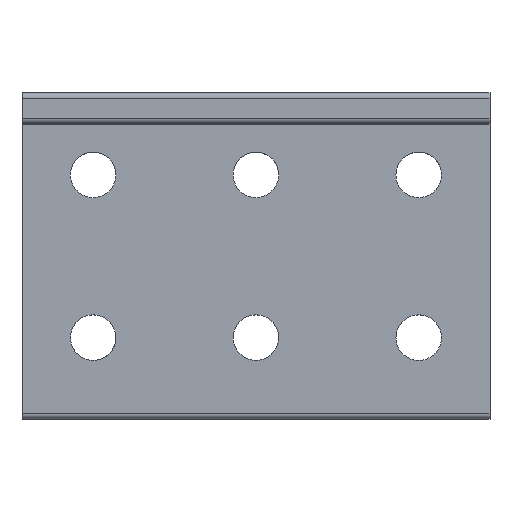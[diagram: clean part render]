
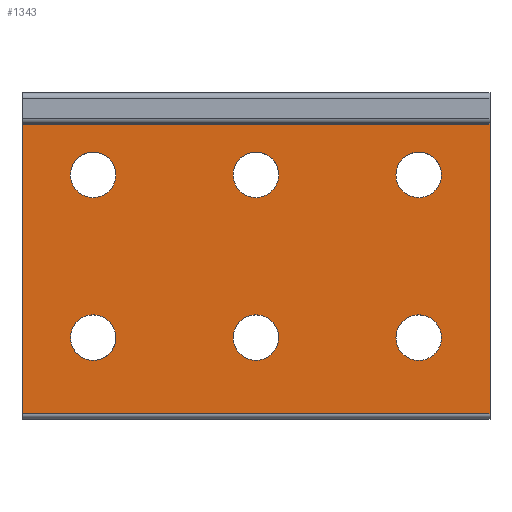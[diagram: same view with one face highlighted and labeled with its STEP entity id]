
A CAD part, top view. The second image highlights one B-rep face of the part: STEP entity #1343.
In plain terms, the highlighted planar face has unit normal (0, 0, 1).
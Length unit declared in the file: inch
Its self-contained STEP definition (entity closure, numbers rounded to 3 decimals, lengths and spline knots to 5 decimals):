
#180=CARTESIAN_POINT('',(0.1395,-1.5,0.188));
#181=VERTEX_POINT('',#180);
#197=CARTESIAN_POINT('',(-0.1405,-1.5,0.188));
#198=VERTEX_POINT('',#197);
#205=CARTESIAN_POINT('',(0.10325,-1.594,0.188));
#206=VERTEX_POINT('',#205);
#207=CARTESIAN_POINT('',(-0.0005,-1.5,0.188));
#208=DIRECTION('',(0.0,0.0,-1.0));
#209=DIRECTION('',(1.0,0.0,0.0));
#210=AXIS2_PLACEMENT_3D('',#207,#208,#209);
#211=CIRCLE('',#210,0.14);
#212=EDGE_CURVE('',#206,#198,#211,.T.);
#214=CARTESIAN_POINT('',(-0.0005,-1.5,0.188));
#215=DIRECTION('',(0.0,0.0,-1.0));
#216=DIRECTION('',(1.0,0.0,0.0));
#217=AXIS2_PLACEMENT_3D('',#214,#215,#216);
#218=CIRCLE('',#217,0.14);
#219=EDGE_CURVE('',#181,#206,#218,.T.);
#231=CARTESIAN_POINT('',(0.1395,-0.5,0.188));
#232=VERTEX_POINT('',#231);
#248=CARTESIAN_POINT('',(-0.1405,-0.5,0.188));
#249=VERTEX_POINT('',#248);
#256=CARTESIAN_POINT('',(-0.0005,-0.5,0.188));
#257=DIRECTION('',(0.0,0.0,-1.0));
#258=DIRECTION('',(1.0,0.0,0.0));
#259=AXIS2_PLACEMENT_3D('',#256,#257,#258);
#260=CIRCLE('',#259,0.14);
#261=EDGE_CURVE('',#232,#249,#260,.T.);
#273=CARTESIAN_POINT('',(-0.8605,-1.5,0.188));
#274=VERTEX_POINT('',#273);
#290=CARTESIAN_POINT('',(-1.1405,-1.5,0.188));
#291=VERTEX_POINT('',#290);
#298=CARTESIAN_POINT('',(-0.89675,-1.594,0.188));
#299=VERTEX_POINT('',#298);
#300=CARTESIAN_POINT('',(-1.0005,-1.5,0.188));
#301=DIRECTION('',(0.0,0.0,-1.0));
#302=DIRECTION('',(1.0,0.0,0.0));
#303=AXIS2_PLACEMENT_3D('',#300,#301,#302);
#304=CIRCLE('',#303,0.14);
#305=EDGE_CURVE('',#299,#291,#304,.T.);
#307=CARTESIAN_POINT('',(-1.0005,-1.5,0.188));
#308=DIRECTION('',(0.0,0.0,-1.0));
#309=DIRECTION('',(1.0,0.0,0.0));
#310=AXIS2_PLACEMENT_3D('',#307,#308,#309);
#311=CIRCLE('',#310,0.14);
#312=EDGE_CURVE('',#274,#299,#311,.T.);
#324=CARTESIAN_POINT('',(-0.8605,-0.5,0.188));
#325=VERTEX_POINT('',#324);
#341=CARTESIAN_POINT('',(-1.1405,-0.5,0.188));
#342=VERTEX_POINT('',#341);
#349=CARTESIAN_POINT('',(-1.0005,-0.5,0.188));
#350=DIRECTION('',(0.0,0.0,-1.0));
#351=DIRECTION('',(1.0,0.0,0.0));
#352=AXIS2_PLACEMENT_3D('',#349,#350,#351);
#353=CIRCLE('',#352,0.14);
#354=EDGE_CURVE('',#325,#342,#353,.T.);
#366=CARTESIAN_POINT('',(1.1395,-1.5,0.188));
#367=VERTEX_POINT('',#366);
#383=CARTESIAN_POINT('',(0.8595,-1.5,0.188));
#384=VERTEX_POINT('',#383);
#391=CARTESIAN_POINT('',(0.9995,-1.5,0.188));
#392=DIRECTION('',(0.0,0.0,-1.0));
#393=DIRECTION('',(1.0,0.0,0.0));
#394=AXIS2_PLACEMENT_3D('',#391,#392,#393);
#395=CIRCLE('',#394,0.14);
#396=EDGE_CURVE('',#367,#384,#395,.T.);
#408=CARTESIAN_POINT('',(1.1395,-0.5,0.188));
#409=VERTEX_POINT('',#408);
#425=CARTESIAN_POINT('',(0.8595,-0.5,0.188));
#426=VERTEX_POINT('',#425);
#433=CARTESIAN_POINT('',(0.9995,-0.5,0.188));
#434=DIRECTION('',(0.0,0.0,-1.0));
#435=DIRECTION('',(1.0,0.0,0.0));
#436=AXIS2_PLACEMENT_3D('',#433,#434,#435);
#437=CIRCLE('',#436,0.14);
#438=EDGE_CURVE('',#409,#426,#437,.T.);
#676=CARTESIAN_POINT('',(-1.4375,-1.96875,0.188));
#677=VERTEX_POINT('',#676);
#685=CARTESIAN_POINT('',(-1.4375,-0.188,0.188));
#686=VERTEX_POINT('',#685);
#687=CARTESIAN_POINT('',(-1.4375,-0.188,0.188));
#688=DIRECTION('',(0.0,-1.0,0.0));
#689=VECTOR('',#688,1.78075);
#690=LINE('',#687,#689);
#691=EDGE_CURVE('',#686,#677,#690,.T.);
#773=CARTESIAN_POINT('',(1.4375,-1.96875,0.188));
#774=VERTEX_POINT('',#773);
#782=CARTESIAN_POINT('',(1.4375,-1.96875,0.188));
#783=DIRECTION('',(-1.0,0.0,0.0));
#784=VECTOR('',#783,2.875);
#785=LINE('',#782,#784);
#786=EDGE_CURVE('',#774,#677,#785,.T.);
#881=CARTESIAN_POINT('',(1.4375,-0.188,0.188));
#882=VERTEX_POINT('',#881);
#883=CARTESIAN_POINT('',(1.4375,-0.188,0.188));
#884=DIRECTION('',(-1.0,0.0,0.0));
#885=VECTOR('',#884,2.875);
#886=LINE('',#883,#885);
#887=EDGE_CURVE('',#882,#686,#886,.T.);
#1049=CARTESIAN_POINT('',(0.93451,-0.376,0.188));
#1050=VERTEX_POINT('',#1049);
#1051=CARTESIAN_POINT('',(0.9995,-0.5,0.188));
#1052=DIRECTION('',(0.0,0.0,-1.0));
#1053=DIRECTION('',(1.0,0.0,0.0));
#1054=AXIS2_PLACEMENT_3D('',#1051,#1052,#1053);
#1055=CIRCLE('',#1054,0.14);
#1056=EDGE_CURVE('',#1050,#409,#1055,.T.);
#1058=CARTESIAN_POINT('',(0.9995,-0.5,0.188));
#1059=DIRECTION('',(0.0,0.0,-1.0));
#1060=DIRECTION('',(1.0,0.0,0.0));
#1061=AXIS2_PLACEMENT_3D('',#1058,#1059,#1060);
#1062=CIRCLE('',#1061,0.14);
#1063=EDGE_CURVE('',#426,#1050,#1062,.T.);
#1082=CARTESIAN_POINT('',(0.9995,-1.5,0.188));
#1083=DIRECTION('',(0.0,0.0,-1.0));
#1084=DIRECTION('',(1.0,0.0,0.0));
#1085=AXIS2_PLACEMENT_3D('',#1082,#1083,#1084);
#1086=CIRCLE('',#1085,0.14);
#1087=EDGE_CURVE('',#384,#367,#1086,.T.);
#1106=CARTESIAN_POINT('',(-0.93551,-0.376,0.188));
#1107=VERTEX_POINT('',#1106);
#1108=CARTESIAN_POINT('',(-1.0005,-0.5,0.188));
#1109=DIRECTION('',(0.0,0.0,-1.0));
#1110=DIRECTION('',(1.0,0.0,0.0));
#1111=AXIS2_PLACEMENT_3D('',#1108,#1109,#1110);
#1112=CIRCLE('',#1111,0.14);
#1113=EDGE_CURVE('',#1107,#325,#1112,.T.);
#1115=CARTESIAN_POINT('',(-1.0005,-0.5,0.188));
#1116=DIRECTION('',(0.0,0.0,-1.0));
#1117=DIRECTION('',(1.0,0.0,0.0));
#1118=AXIS2_PLACEMENT_3D('',#1115,#1116,#1117);
#1119=CIRCLE('',#1118,0.14);
#1120=EDGE_CURVE('',#342,#1107,#1119,.T.);
#1139=CARTESIAN_POINT('',(-1.0005,-1.5,0.188));
#1140=DIRECTION('',(0.0,0.0,-1.0));
#1141=DIRECTION('',(1.0,0.0,0.0));
#1142=AXIS2_PLACEMENT_3D('',#1139,#1140,#1141);
#1143=CIRCLE('',#1142,0.14);
#1144=EDGE_CURVE('',#291,#274,#1143,.T.);
#1163=CARTESIAN_POINT('',(0.06449,-0.376,0.188));
#1164=VERTEX_POINT('',#1163);
#1165=CARTESIAN_POINT('',(-0.0005,-0.5,0.188));
#1166=DIRECTION('',(0.0,0.0,-1.0));
#1167=DIRECTION('',(1.0,0.0,0.0));
#1168=AXIS2_PLACEMENT_3D('',#1165,#1166,#1167);
#1169=CIRCLE('',#1168,0.14);
#1170=EDGE_CURVE('',#1164,#232,#1169,.T.);
#1172=CARTESIAN_POINT('',(-0.0005,-0.5,0.188));
#1173=DIRECTION('',(0.0,0.0,-1.0));
#1174=DIRECTION('',(1.0,0.0,0.0));
#1175=AXIS2_PLACEMENT_3D('',#1172,#1173,#1174);
#1176=CIRCLE('',#1175,0.14);
#1177=EDGE_CURVE('',#249,#1164,#1176,.T.);
#1196=CARTESIAN_POINT('',(-0.0005,-1.5,0.188));
#1197=DIRECTION('',(0.0,0.0,-1.0));
#1198=DIRECTION('',(1.0,0.0,0.0));
#1199=AXIS2_PLACEMENT_3D('',#1196,#1197,#1198);
#1200=CIRCLE('',#1199,0.14);
#1201=EDGE_CURVE('',#198,#181,#1200,.T.);
#1298=CARTESIAN_POINT('',(0.,-1.906,0.188));
#1299=DIRECTION('',(0.0,0.0,1.0));
#1300=DIRECTION('',(1.0,0.0,0.0));
#1301=AXIS2_PLACEMENT_3D('',#1298,#1299,#1300);
#1302=PLANE('',#1301);
#1303=ORIENTED_EDGE('',*,*,#786,.F.);
#1304=CARTESIAN_POINT('',(1.4375,-1.96875,0.188));
#1305=DIRECTION('',(0.0,1.0,0.0));
#1306=VECTOR('',#1305,1.78075);
#1307=LINE('',#1304,#1306);
#1308=EDGE_CURVE('',#774,#882,#1307,.T.);
#1309=ORIENTED_EDGE('',*,*,#1308,.T.);
#1310=ORIENTED_EDGE('',*,*,#887,.T.);
#1311=ORIENTED_EDGE('',*,*,#691,.T.);
#1312=EDGE_LOOP('',(#1303,#1309,#1310,#1311));
#1313=FACE_OUTER_BOUND('',#1312,.T.);
#1314=ORIENTED_EDGE('',*,*,#396,.T.);
#1315=ORIENTED_EDGE('',*,*,#1087,.T.);
#1316=EDGE_LOOP('',(#1314,#1315));
#1317=FACE_BOUND('',#1316,.T.);
#1318=ORIENTED_EDGE('',*,*,#305,.T.);
#1319=ORIENTED_EDGE('',*,*,#1144,.T.);
#1320=ORIENTED_EDGE('',*,*,#312,.T.);
#1321=EDGE_LOOP('',(#1318,#1319,#1320));
#1322=FACE_BOUND('',#1321,.T.);
#1323=ORIENTED_EDGE('',*,*,#212,.T.);
#1324=ORIENTED_EDGE('',*,*,#1201,.T.);
#1325=ORIENTED_EDGE('',*,*,#219,.T.);
#1326=EDGE_LOOP('',(#1323,#1324,#1325));
#1327=FACE_BOUND('',#1326,.T.);
#1328=ORIENTED_EDGE('',*,*,#1113,.T.);
#1329=ORIENTED_EDGE('',*,*,#354,.T.);
#1330=ORIENTED_EDGE('',*,*,#1120,.T.);
#1331=EDGE_LOOP('',(#1328,#1329,#1330));
#1332=FACE_BOUND('',#1331,.T.);
#1333=ORIENTED_EDGE('',*,*,#1056,.T.);
#1334=ORIENTED_EDGE('',*,*,#438,.T.);
#1335=ORIENTED_EDGE('',*,*,#1063,.T.);
#1336=EDGE_LOOP('',(#1333,#1334,#1335));
#1337=FACE_BOUND('',#1336,.T.);
#1338=ORIENTED_EDGE('',*,*,#1170,.T.);
#1339=ORIENTED_EDGE('',*,*,#261,.T.);
#1340=ORIENTED_EDGE('',*,*,#1177,.T.);
#1341=EDGE_LOOP('',(#1338,#1339,#1340));
#1342=FACE_BOUND('',#1341,.T.);
#1343=ADVANCED_FACE('',(#1313,#1317,#1322,#1327,#1332,#1337,#1342),#1302,.T.);
